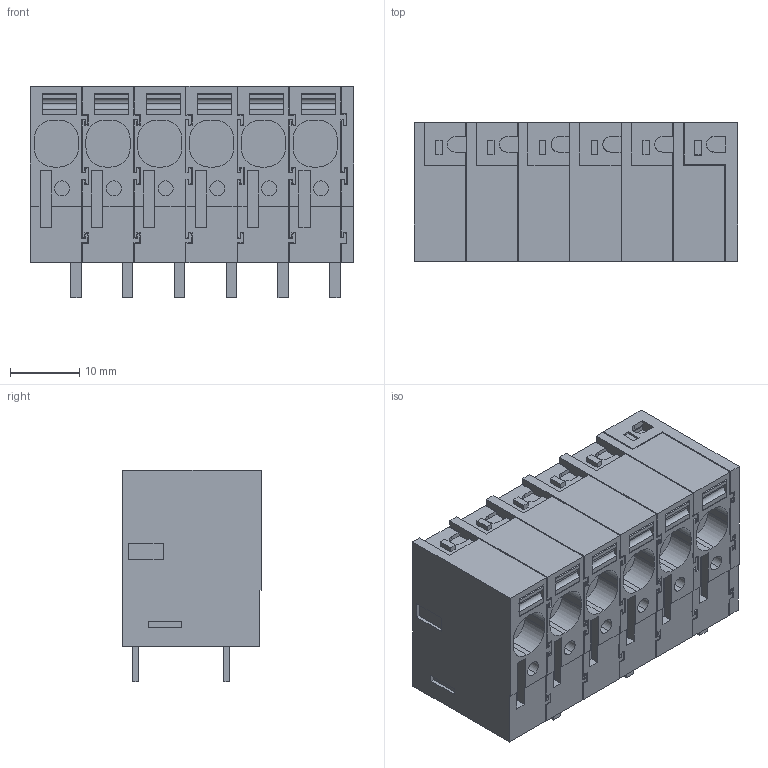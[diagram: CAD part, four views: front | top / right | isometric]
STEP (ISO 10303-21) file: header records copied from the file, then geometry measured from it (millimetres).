
FILE_DESCRIPTION(('CATIA V5 STEP Exchange','CAx-IF Rec.Pracs.--- Model Styling and Organization---1.4--- 2014-01-23'),'2;1');
FILE_NAME ('D1462727_1_2473040000_2473040000.stp','2023-04-17T07:49:39+00:00',('none'),('Weidmueller'),'CATIA Version 5-6 Release 2016 SP3 HF44','CATIA V5 STEP AP214','none');
FILE_SCHEMA(('AUTOMOTIVE_DESIGN { 1 0 10303 214 1 1 1 1 }'));
Length unit declared in the file: millimetre
Products named in the file (1): 2473040000
Bounding box: 46.8 x 20.05 x 30.56 mm (x, y, z)
Volume: 20785.1 mm3; surface area: 8729 mm2
Topology: 13 solids, 13 shells, 1007 faces, 2994 edges, 2060 vertices
Faces by surface type: plane 946, cylinder 61
Entity records: 32011 total; most frequent: ORIENTED_EDGE 5988, CARTESIAN_POINT 5642, DIRECTION 4077, EDGE_CURVE 2994, VECTOR 2870, LINE 2870, VERTEX_POINT 2060, EDGE_LOOP 1058
